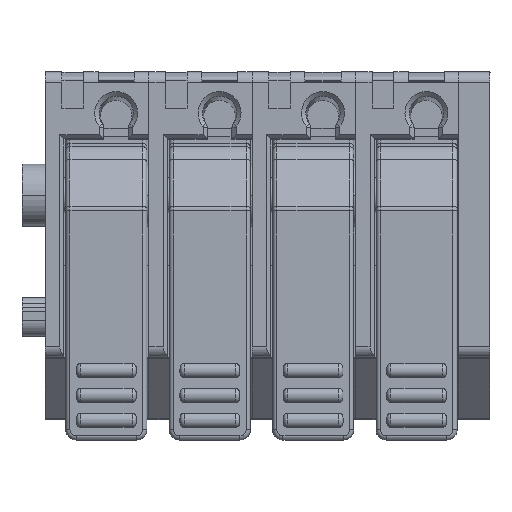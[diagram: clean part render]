
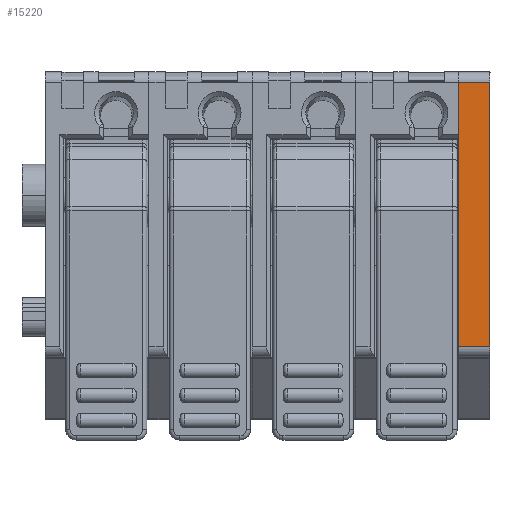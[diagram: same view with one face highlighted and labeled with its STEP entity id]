
A CAD part, top view. The second image highlights one B-rep face of the part: STEP entity #15220.
In plain terms, the highlighted planar face has unit normal (0, 0, 1).
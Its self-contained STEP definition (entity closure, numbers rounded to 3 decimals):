
#5520=CARTESIAN_POINT('',(68.93,26.5,
35.867));
#5530=VERTEX_POINT('',#5520);
#5560=CARTESIAN_POINT('',(68.93,46.458,
35.867));
#5570=DIRECTION('',(0.,1.,0.));
#5580=VECTOR('',#5570,1.);
#5590=LINE('',#5560,#5580);
#5600=CARTESIAN_POINT('',(68.93,39.3,
35.867));
#5610=VERTEX_POINT('',#5600);
#5620=EDGE_CURVE('',#5530,#5610,#5590,.T.);
#14920=CARTESIAN_POINT('',(56.793,22.467,
35.867));
#14930=DIRECTION('',(0.,0.,-1.));
#14940=DIRECTION('',(-1.,0.,0.));
#14950=AXIS2_PLACEMENT_3D('',#14920,#14930,#14940);
#14960=PLANE('',#14950);
#14970=CARTESIAN_POINT('',(56.595,26.5,
35.867));
#14980=DIRECTION('',(1.,0.,0.));
#14990=VECTOR('',#14980,1.);
#15000=LINE('',#14970,#14990);
#15010=CARTESIAN_POINT('',(67.43,26.5,
35.867));
#15020=VERTEX_POINT('',#15010);
#15030=EDGE_CURVE('',#15020,#5530,#15000,.T.);
#15040=ORIENTED_EDGE('',*,*,#15030,.T.);
#15050=CARTESIAN_POINT('',(67.43,46.458,
35.867));
#15060=DIRECTION('',(0.,1.,0.));
#15070=VECTOR('',#15060,1.);
#15080=LINE('',#15050,#15070);
#15090=CARTESIAN_POINT('',(67.43,39.3,
35.867));
#15100=VERTEX_POINT('',#15090);
#15110=EDGE_CURVE('',#15020,#15100,#15080,.T.);
#15120=ORIENTED_EDGE('',*,*,#15110,.F.);
#15130=CARTESIAN_POINT('',(56.595,39.3,
35.867));
#15140=DIRECTION('',(-1.,0.,0.));
#15150=VECTOR('',#15140,1.);
#15160=LINE('',#15130,#15150);
#15170=EDGE_CURVE('',#5610,#15100,#15160,.T.);
#15180=ORIENTED_EDGE('',*,*,#15170,.T.);
#15190=ORIENTED_EDGE('',*,*,#5620,.T.);
#15200=EDGE_LOOP('',(#15190,#15180,#15120,#15040));
#15210=FACE_OUTER_BOUND('',#15200,.T.);
#15220=ADVANCED_FACE('',(#15210),#14960,.F.);
